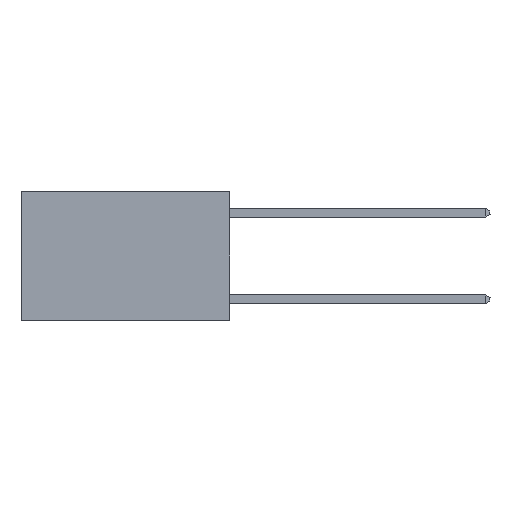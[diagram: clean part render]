
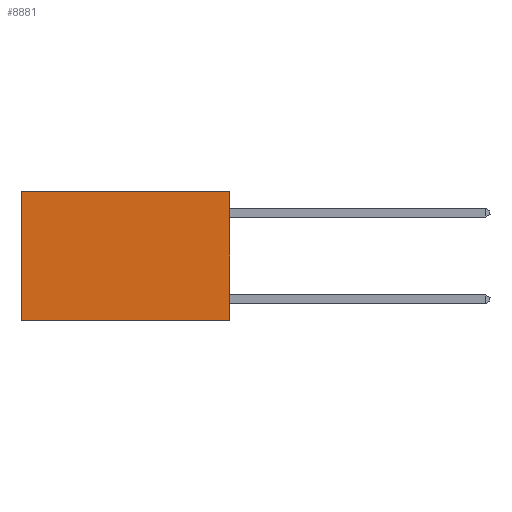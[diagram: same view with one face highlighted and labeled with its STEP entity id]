
A CAD part, left-side view. The second image highlights one B-rep face of the part: STEP entity #8881.
In plain terms, the highlighted planar face has unit normal (-1, 0, 0).
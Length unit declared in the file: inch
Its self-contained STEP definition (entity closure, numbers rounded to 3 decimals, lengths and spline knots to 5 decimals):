
#362 = DIRECTION ( 'NONE',  ( 1., 0., 0. ) ) ;
#874 = CARTESIAN_POINT ( 'NONE',  ( 0.2625, 0.6, -0.37 ) ) ;
#1691 = VECTOR ( 'NONE', #7985, 39.37008 ) ;
#1789 = VERTEX_POINT ( 'NONE', #4243 ) ;
#2344 = EDGE_CURVE ( 'NONE', #6841, #12565, #3693, .T. ) ;
#3076 = ORIENTED_EDGE ( 'NONE', *, *, #2344, .F. ) ;
#3432 = LINE ( 'NONE', #12517, #1691 ) ;
#3693 = LINE ( 'NONE', #14110, #5353 ) ;
#3819 = DIRECTION ( 'NONE',  ( 0., 0., -1. ) ) ;
#3830 = VECTOR ( 'NONE', #13163, 39.37008 ) ;
#3839 = EDGE_CURVE ( 'NONE', #1789, #12565, #4073, .T. ) ;
#4073 = LINE ( 'NONE', #7291, #3830 ) ;
#4243 = CARTESIAN_POINT ( 'NONE',  ( 0.2625, 0.6, 0. ) ) ;
#4589 = CARTESIAN_POINT ( 'NONE',  ( 0.2625, 0., 0. ) ) ;
#4607 = EDGE_CURVE ( 'NONE', #6457, #6841, #3432, .T. ) ;
#4903 = ORIENTED_EDGE ( 'NONE', *, *, #3839, .T. ) ;
#5021 = DIRECTION ( 'NONE',  ( 0., 1., 0. ) ) ;
#5156 = FACE_OUTER_BOUND ( 'NONE', #6136, .T. ) ;
#5353 = VECTOR ( 'NONE', #5021, 39.37008 ) ;
#5641 = CARTESIAN_POINT ( 'NONE',  ( 0.2625, 0., 0. ) ) ;
#6136 = EDGE_LOOP ( 'NONE', ( #4903, #3076, #13209, #8793 ) ) ;
#6457 = VERTEX_POINT ( 'NONE', #5641 ) ;
#6605 = AXIS2_PLACEMENT_3D ( 'NONE', #10599, #362, #3819 ) ;
#6841 = VERTEX_POINT ( 'NONE', #8180 ) ;
#7291 = CARTESIAN_POINT ( 'NONE',  ( 0.2625, 0.6, 0. ) ) ;
#7985 = DIRECTION ( 'NONE',  ( 0., 0., -1. ) ) ;
#8180 = CARTESIAN_POINT ( 'NONE',  ( 0.2625, 0., -0.37 ) ) ;
#8277 = EDGE_CURVE ( 'NONE', #6457, #1789, #9280, .T. ) ;
#8793 = ORIENTED_EDGE ( 'NONE', *, *, #8277, .T. ) ;
#8881 = ADVANCED_FACE ( 'NONE', ( #5156 ), #11733, .F. ) ;
#9134 = DIRECTION ( 'NONE',  ( 0., 1., 0. ) ) ;
#9280 = LINE ( 'NONE', #4589, #13530 ) ;
#10599 = CARTESIAN_POINT ( 'NONE',  ( 0.2625, 0., 0. ) ) ;
#11733 = PLANE ( 'NONE',  #6605 ) ;
#12517 = CARTESIAN_POINT ( 'NONE',  ( 0.2625, 0., 0. ) ) ;
#12565 = VERTEX_POINT ( 'NONE', #874 ) ;
#13163 = DIRECTION ( 'NONE',  ( 0., 0., -1. ) ) ;
#13209 = ORIENTED_EDGE ( 'NONE', *, *, #4607, .F. ) ;
#13530 = VECTOR ( 'NONE', #9134, 39.37008 ) ;
#14110 = CARTESIAN_POINT ( 'NONE',  ( 0.2625, 0., -0.37 ) ) ;
